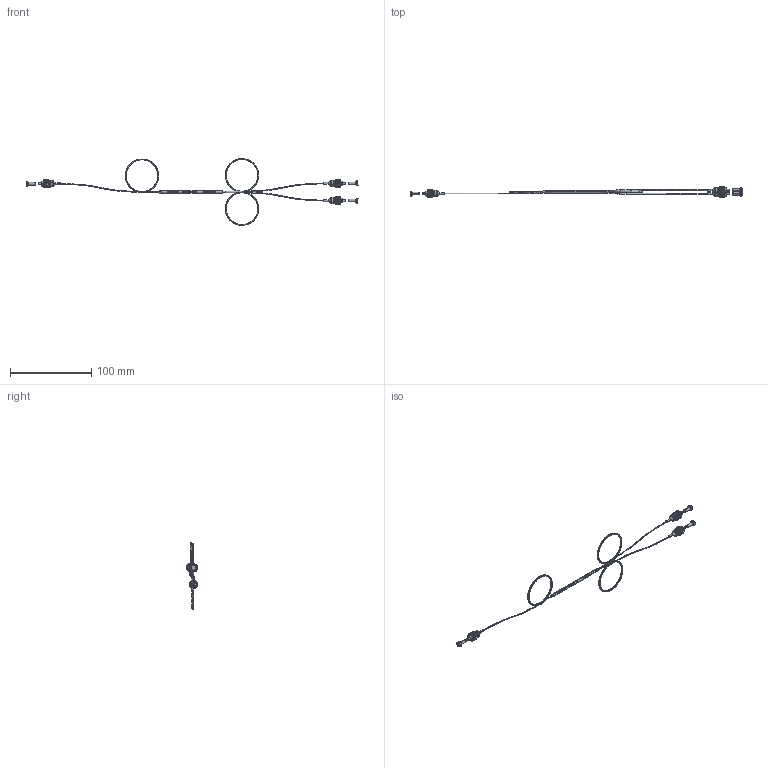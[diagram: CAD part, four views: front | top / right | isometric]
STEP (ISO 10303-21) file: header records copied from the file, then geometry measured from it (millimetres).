
FILE_DESCRIPTION (( 'STEP AP203' ), '1' );
FILE_NAME ('TTN174133-E0W.STEP', '2018-12-20T21:30:39', ( '' ), ( '' ), 'SwSTEP 2.0', 'SolidWorks 2018', '' );
FILE_SCHEMA (( 'CONFIG_CONTROL_DESIGN' ));
Length unit declared in the file: millimetre
Products named in the file (15): SGP-4 125.5um PC; DWG1540; TTN174133-E0W; DWG1529; LA000PLBTTB; LA000PLBTTW; DWG1751_42-2mm; LA000PLBTTR; PANDA 850_60; SGP-418011K0G; DWG1631_75mm; SZ-3A1412F80G_125.5um; DWG1528; FC-PC Dust Cap_FC Dust Cap General; DWG1553
Assembly tree (17 placements, depth 3):
  TTN174133-E0W
    DWG1751_42-2mm
    PANDA 850_60  x2
    DWG1631_75mm
    DWG1528
    DWG1553
    DWG1540
    DWG1529
    LA000PLBTTB
    LA000PLBTTW
    LA000PLBTTR
    SGP-4 125.5um PC  x3
      SGP-418011K0G
      SZ-3A1412F80G_125.5um
      FC-PC Dust Cap_FC Dust Cap General
Bounding box: 408.3 x 14.2 x 81.85 mm (x, y, z)
Volume: 3273 mm3; surface area: 13572.1 mm2
Topology: 32 solids, 32 shells, 2607 faces, 7823 edges, 5411 vertices
Faces by surface type: plane 1271, cylinder 886, cone 351, torus 53, bspline 40, sphere 6
Entity records: 51791 total; most frequent: CARTESIAN_POINT 21326, ORIENTED_EDGE 6614, DIRECTION 5402, EDGE_CURVE 3307, VERTEX_POINT 2419, AXIS2_PLACEMENT_3D 1975, VECTOR 1452, LINE 1452
